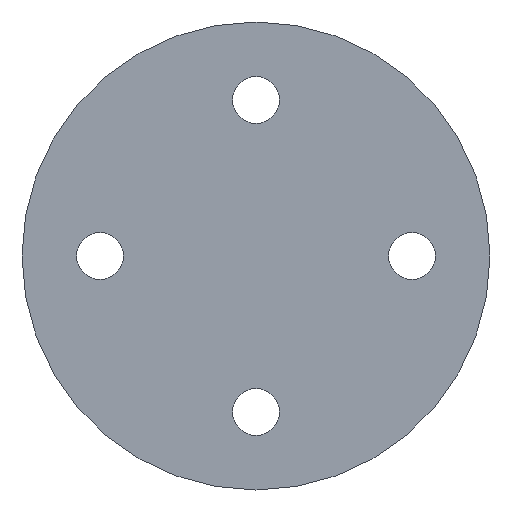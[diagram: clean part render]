
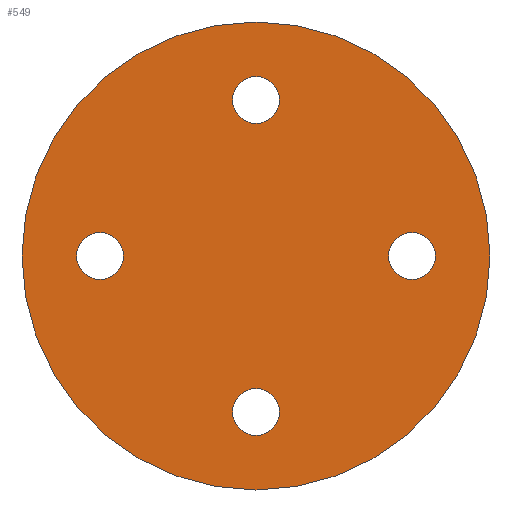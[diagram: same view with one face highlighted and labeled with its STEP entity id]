
A CAD part, left-side view. The second image highlights one B-rep face of the part: STEP entity #549.
In plain terms, the highlighted planar face has unit normal (-1, 0, 0).
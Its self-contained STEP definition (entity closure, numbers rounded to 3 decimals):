
#428 = EDGE_CURVE('',#429,#429,#431,.T.);
#429 = VERTEX_POINT('',#430);
#430 = CARTESIAN_POINT('',(122.654,101.957,
    145.161));
#431 = CIRCLE('',#432,15.);
#432 = AXIS2_PLACEMENT_3D('',#433,#434,#435);
#433 = CARTESIAN_POINT('',(122.654,86.957,
    145.161));
#434 = DIRECTION('',(-1.,0.,0.));
#435 = DIRECTION('',(0.,1.,0.));
#454 = VERTEX_POINT('',#455);
#455 = CARTESIAN_POINT('',(122.654,88.457,
    135.161));
#463 = EDGE_CURVE('',#454,#454,#464,.T.);
#464 = CIRCLE('',#465,1.5);
#465 = AXIS2_PLACEMENT_3D('',#466,#467,#468);
#466 = CARTESIAN_POINT('',(122.654,86.957,
    135.161));
#467 = DIRECTION('',(1.,0.,0.));
#468 = DIRECTION('',(0.,1.,0.));
#479 = VERTEX_POINT('',#480);
#480 = CARTESIAN_POINT('',(122.654,78.457,
    145.161));
#488 = EDGE_CURVE('',#479,#479,#489,.T.);
#489 = CIRCLE('',#490,1.5);
#490 = AXIS2_PLACEMENT_3D('',#491,#492,#493);
#491 = CARTESIAN_POINT('',(122.654,76.957,
    145.161));
#492 = DIRECTION('',(1.,0.,0.));
#493 = DIRECTION('',(0.,1.,0.));
#504 = VERTEX_POINT('',#505);
#505 = CARTESIAN_POINT('',(122.654,98.457,
    145.161));
#513 = EDGE_CURVE('',#504,#504,#514,.T.);
#514 = CIRCLE('',#515,1.5);
#515 = AXIS2_PLACEMENT_3D('',#516,#517,#518);
#516 = CARTESIAN_POINT('',(122.654,96.957,
    145.161));
#517 = DIRECTION('',(1.,0.,0.));
#518 = DIRECTION('',(0.,1.,0.));
#529 = VERTEX_POINT('',#530);
#530 = CARTESIAN_POINT('',(122.654,88.457,
    155.161));
#538 = EDGE_CURVE('',#529,#529,#539,.T.);
#539 = CIRCLE('',#540,1.5);
#540 = AXIS2_PLACEMENT_3D('',#541,#542,#543);
#541 = CARTESIAN_POINT('',(122.654,86.957,
    155.161));
#542 = DIRECTION('',(1.,0.,0.));
#543 = DIRECTION('',(0.,1.,0.));
#549 = ADVANCED_FACE('',(#550,#553,#556,#559,#562),#565,.F.);
#550 = FACE_BOUND('',#551,.F.);
#551 = EDGE_LOOP('',(#552));
#552 = ORIENTED_EDGE('',*,*,#428,.F.);
#553 = FACE_BOUND('',#554,.F.);
#554 = EDGE_LOOP('',(#555));
#555 = ORIENTED_EDGE('',*,*,#538,.F.);
#556 = FACE_BOUND('',#557,.F.);
#557 = EDGE_LOOP('',(#558));
#558 = ORIENTED_EDGE('',*,*,#513,.F.);
#559 = FACE_BOUND('',#560,.F.);
#560 = EDGE_LOOP('',(#561));
#561 = ORIENTED_EDGE('',*,*,#488,.F.);
#562 = FACE_BOUND('',#563,.F.);
#563 = EDGE_LOOP('',(#564));
#564 = ORIENTED_EDGE('',*,*,#463,.F.);
#565 = PLANE('',#566);
#566 = AXIS2_PLACEMENT_3D('',#567,#568,#569);
#567 = CARTESIAN_POINT('',(122.654,117.747,0.));
#568 = DIRECTION('',(1.,0.,0.));
#569 = DIRECTION('',(0.,-1.,0.));
